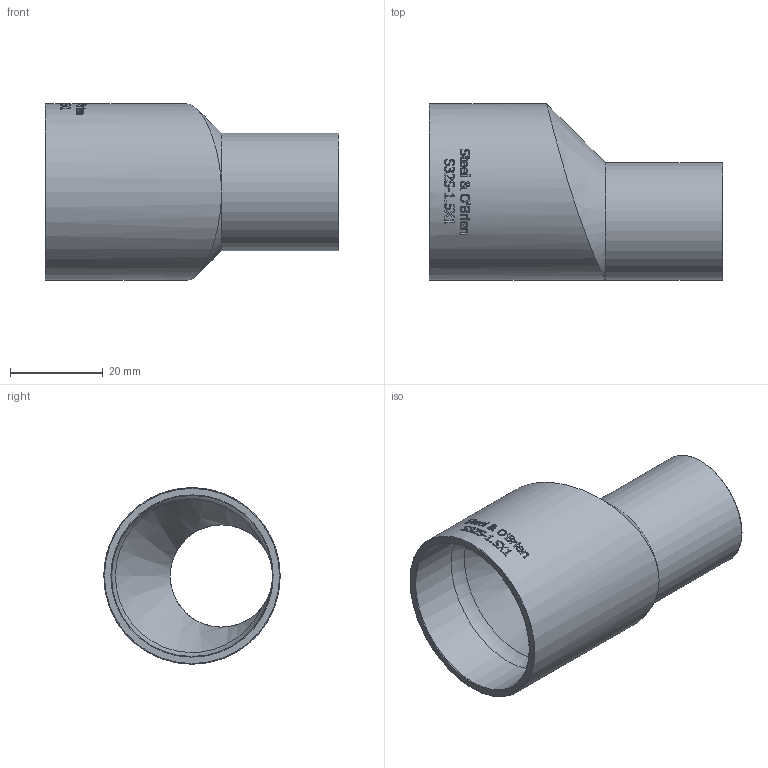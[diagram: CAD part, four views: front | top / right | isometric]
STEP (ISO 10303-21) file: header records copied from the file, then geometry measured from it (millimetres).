
FILE_DESCRIPTION(/* description */ (''),/* implementation_level */ '2;1');
FILE_NAME(/* name */ 'S32S-1.5X1.stp',/* time_stamp */ '2018-11-30T09:39:28-05:00',/* author */ ('rick'),/* organization */ (''),/* preprocessor_version */ 'ST-DEVELOPER v15.2',/* originating_system */ 'Autodesk Inventor 2014',/* authorisation */ '');
FILE_SCHEMA (('AUTOMOTIVE_DESIGN { 1 0 10303 214 3 1 1 }'));
Length unit declared in the file: inch
Products named in the file (1): S32S-1.5X1
Bounding box: 63.5 x 38.1 x 38.1 mm (x, y, z)
Volume: 17316.6 mm3; surface area: 12602.2 mm2
Topology: 9 solids, 9 shells, 374 faces, 1060 edges, 704 vertices
Faces by surface type: bspline 196, plane 151, cylinder 20, torus 5, cone 2
Full cylindrical faces by diameter (mm): 22.098 x1, 25.4 x1, 34.798 x1, 38.1 x1
Entity records: 15543 total; most frequent: CARTESIAN_POINT 6944, ORIENTED_EDGE 2102, DIRECTION 1193, EDGE_CURVE 1051, VERTEX_POINT 703, LINE 473, VECTOR 473, EDGE_LOOP 432
